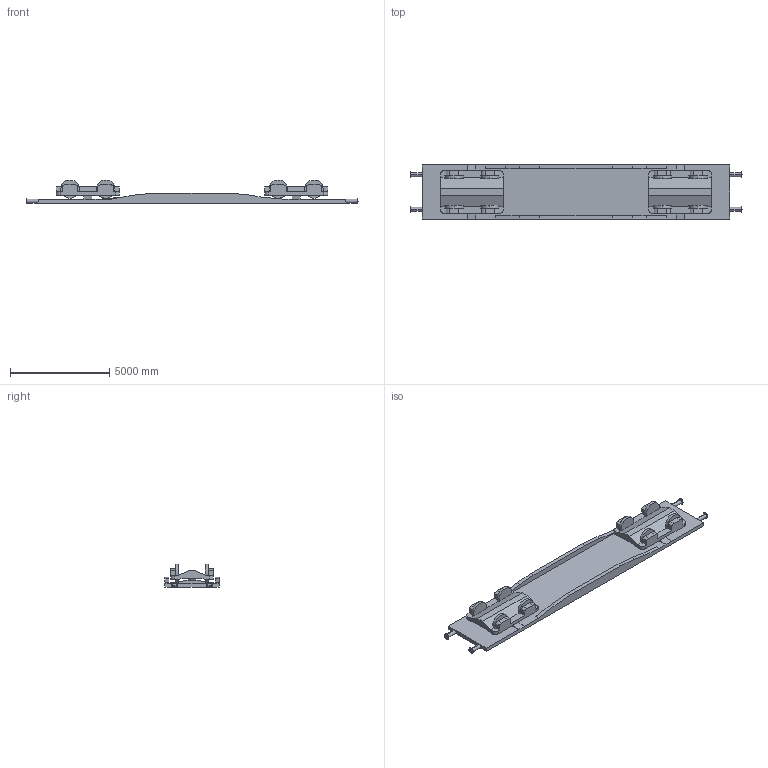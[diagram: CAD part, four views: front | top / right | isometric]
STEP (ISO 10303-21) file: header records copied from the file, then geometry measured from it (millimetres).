
FILE_DESCRIPTION (( 'STEP AP214' ), '1' );
FILE_NAME ('FlatWagon_MediumDetailed.STEP', '2024-03-21T16:54:04', ( '' ), ( '' ), 'SwSTEP 2.0', 'SolidWorks 2022', '' );
FILE_SCHEMA (( 'AUTOMOTIVE_DESIGN' ));
Length unit declared in the file: millimetre
Products named in the file (1): FlatWagon_MediumDetailed
Bounding box: 16740 x 2738.4 x 1210 mm (x, y, z)
Surface area: 145394644.4 mm2 (no closed solid volume)
Topology: 0 solids, 3 shells, 219 faces, 609 edges, 394 vertices
Faces by surface type: plane 136, cylinder 71, sphere 8, cone 4
Entity records: 12998 total; most frequent: CARTESIAN_POINT 6214, ORIENTED_EDGE 1202, EDGE_CURVE 601, B_SPLINE_CURVE_WITH_KNOTS 601, DIRECTION 440, VERTEX_POINT 394, EDGE_LOOP 225, UNCERTAINTY_MEASURE_WITH_UNIT 221
